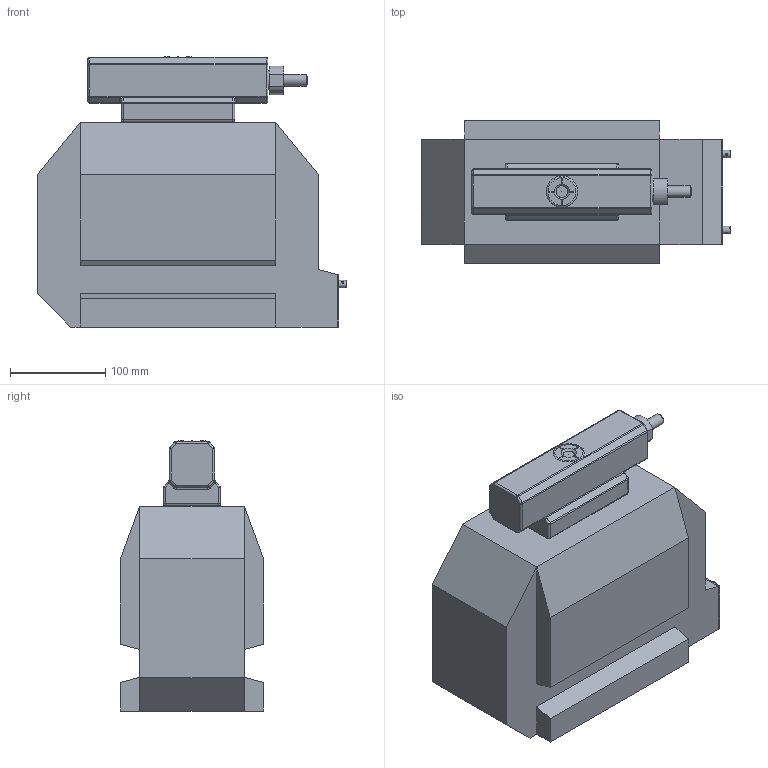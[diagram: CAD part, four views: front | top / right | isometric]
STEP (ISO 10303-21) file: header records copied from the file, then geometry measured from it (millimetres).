
FILE_DESCRIPTION(('STEP AP242'), '1');
FILE_NAME('ÇÍÎËÏ-ÝÊ 10êÂ Ì1', '', ('UNSPECIFIED'), ('UNSPECIFIED'), 'ASCON STEP Converter 1.6', 'ASCON Math Kernel', '');
FILE_SCHEMA(('AP242_MANAGED_MODEL_BASED_3D_ENGINEERING_MIM_LF { 1 0 10303 442 1 1 4 }'));
Length unit declared in the file: millimetre
Products named in the file (24): 鎗鵻罻 楟.8.211.004
Assembly tree (36 placements, depth 4):
  (unnamed)
    (unnamed)
    (unnamed)
    鎗鵻罻 楟.8.211.004  x5
    (unnamed)  x4
    (unnamed)  x2
    (unnamed)
      (unnamed)
      (unnamed)
        (unnamed)
        (unnamed)
        (unnamed)
        (unnamed)
        (unnamed)
      (unnamed)
      (unnamed)
      (unnamed)
      (unnamed)
    (unnamed)
    (unnamed)  x2
    (unnamed)  x5
      (unnamed)
      (unnamed)
      (unnamed)
Bounding box: 324.5 x 150 x 283.5 mm (x, y, z)
Volume: 8527769.6 mm3; surface area: 398069.6 mm2
Topology: 41 solids, 41 shells, 1435 faces, 3514 edges, 2215 vertices
Faces by surface type: plane 714, cylinder 494, cone 98, torus 79, sphere 29, bspline 21
Full cylindrical faces by diameter (mm): 0.007 x1, 2.5 x2, 4 x14, 4.134 x2, 4.917 x5, 5 x2, 6 x7, 6.4 x5, 6.8 x4, 7 x1, 8 x5, 8.376 x1, 8.4 x1, 8.95 x1, 10 x16, 10.106 x4, 10.5 x1, 11.16 x4, 12 x6, 12.114 x1, 13 x1, 14 x2, 15 x2, 17 x14, 17.294 x1, 18 x2, 20 x1, 22 x1, 22.2 x2, 24 x4
Entity records: 62008 total; most frequent: CARTESIAN_POINT 23067, DIRECTION 6081, ORIENTED_EDGE 5460, EDGE_CURVE 2730, AXIS2_PLACEMENT_3D 2322, VERTEX_POINT 1853, EDGE_LOOP 1461, LINE 1437
